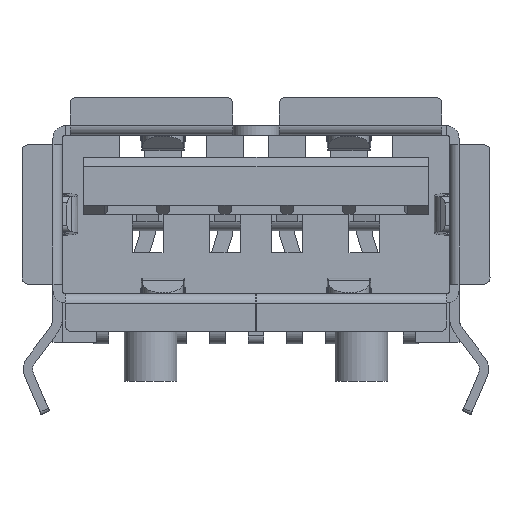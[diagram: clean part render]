
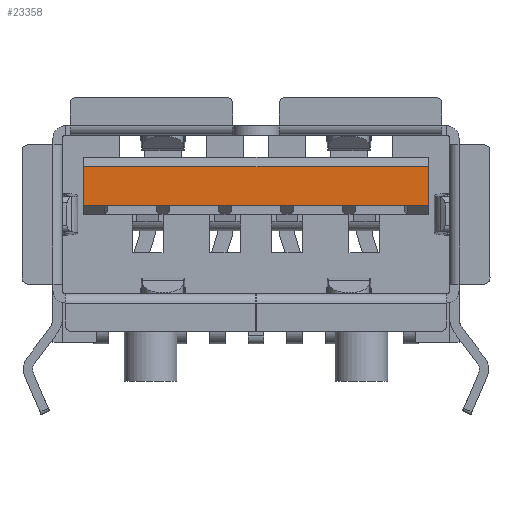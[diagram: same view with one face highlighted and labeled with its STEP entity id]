
A CAD part, front view. The second image highlights one B-rep face of the part: STEP entity #23358.
In plain terms, the highlighted face is planar.
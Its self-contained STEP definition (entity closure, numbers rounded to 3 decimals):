
#23333 = VERTEX_POINT('',#23334);
#23334 = CARTESIAN_POINT('',(-4.9,-7.67,
    4.48));
#23340 = EDGE_CURVE('',#23341,#23333,#23343,.T.);
#23341 = VERTEX_POINT('',#23342);
#23342 = CARTESIAN_POINT('',(-5.55,-7.67,
    4.48));
#23343 = LINE('',#23344,#23345);
#23344 = CARTESIAN_POINT('',(-6.25,-7.67,
    4.48));
#23345 = VECTOR('',#23346,1.);
#23346 = DIRECTION('',(1.,0.,0.));
#23358 = ADVANCED_FACE('',(#23359),#23464,.F.);
#23359 = FACE_BOUND('',#23360,.F.);
#23360 = EDGE_LOOP('',(#23361,#23369,#23370,#23378,#23386,#23394,#23402,
    #23410,#23418,#23426,#23434,#23442,#23450,#23458));
#23361 = ORIENTED_EDGE('',*,*,#23362,.F.);
#23362 = EDGE_CURVE('',#23341,#23363,#23365,.T.);
#23363 = VERTEX_POINT('',#23364);
#23364 = CARTESIAN_POINT('',(-5.55,-7.67,
    5.72));
#23365 = LINE('',#23366,#23367);
#23366 = CARTESIAN_POINT('',(-5.55,-7.67,
    -16.131));
#23367 = VECTOR('',#23368,1.);
#23368 = DIRECTION('',(0.,0.,1.));
#23369 = ORIENTED_EDGE('',*,*,#23340,.T.);
#23370 = ORIENTED_EDGE('',*,*,#23371,.T.);
#23371 = EDGE_CURVE('',#23333,#23372,#23374,.T.);
#23372 = VERTEX_POINT('',#23373);
#23373 = CARTESIAN_POINT('',(-3.2,-7.67,
    4.48));
#23374 = LINE('',#23375,#23376);
#23375 = CARTESIAN_POINT('',(-4.8,-7.67,
    4.48));
#23376 = VECTOR('',#23377,1.);
#23377 = DIRECTION('',(1.,0.,0.));
#23378 = ORIENTED_EDGE('',*,*,#23379,.T.);
#23379 = EDGE_CURVE('',#23372,#23380,#23382,.T.);
#23380 = VERTEX_POINT('',#23381);
#23381 = CARTESIAN_POINT('',(-2.8,-7.67,
    4.48));
#23382 = LINE('',#23383,#23384);
#23383 = CARTESIAN_POINT('',(-6.25,-7.67,
    4.48));
#23384 = VECTOR('',#23385,1.);
#23385 = DIRECTION('',(1.,0.,0.));
#23386 = ORIENTED_EDGE('',*,*,#23387,.T.);
#23387 = EDGE_CURVE('',#23380,#23388,#23390,.T.);
#23388 = VERTEX_POINT('',#23389);
#23389 = CARTESIAN_POINT('',(-1.2,-7.67,
    4.48));
#23390 = LINE('',#23391,#23392);
#23391 = CARTESIAN_POINT('',(-2.8,-7.67,
    4.48));
#23392 = VECTOR('',#23393,1.);
#23393 = DIRECTION('',(1.,0.,0.));
#23394 = ORIENTED_EDGE('',*,*,#23395,.T.);
#23395 = EDGE_CURVE('',#23388,#23396,#23398,.T.);
#23396 = VERTEX_POINT('',#23397);
#23397 = CARTESIAN_POINT('',(-0.8,-7.67,
    4.48));
#23398 = LINE('',#23399,#23400);
#23399 = CARTESIAN_POINT('',(-6.25,-7.67,
    4.48));
#23400 = VECTOR('',#23401,1.);
#23401 = DIRECTION('',(1.,0.,0.));
#23402 = ORIENTED_EDGE('',*,*,#23403,.T.);
#23403 = EDGE_CURVE('',#23396,#23404,#23406,.T.);
#23404 = VERTEX_POINT('',#23405);
#23405 = CARTESIAN_POINT('',(0.8,-7.67,
    4.48));
#23406 = LINE('',#23407,#23408);
#23407 = CARTESIAN_POINT('',(-0.8,-7.67,
    4.48));
#23408 = VECTOR('',#23409,1.);
#23409 = DIRECTION('',(1.,0.,0.));
#23410 = ORIENTED_EDGE('',*,*,#23411,.T.);
#23411 = EDGE_CURVE('',#23404,#23412,#23414,.T.);
#23412 = VERTEX_POINT('',#23413);
#23413 = CARTESIAN_POINT('',(1.2,-7.67,
    4.48));
#23414 = LINE('',#23415,#23416);
#23415 = CARTESIAN_POINT('',(-6.25,-7.67,
    4.48));
#23416 = VECTOR('',#23417,1.);
#23417 = DIRECTION('',(1.,0.,0.));
#23418 = ORIENTED_EDGE('',*,*,#23419,.T.);
#23419 = EDGE_CURVE('',#23412,#23420,#23422,.T.);
#23420 = VERTEX_POINT('',#23421);
#23421 = CARTESIAN_POINT('',(2.8,-7.67,
    4.48));
#23422 = LINE('',#23423,#23424);
#23423 = CARTESIAN_POINT('',(1.2,-7.67,
    4.48));
#23424 = VECTOR('',#23425,1.);
#23425 = DIRECTION('',(1.,0.,0.));
#23426 = ORIENTED_EDGE('',*,*,#23427,.T.);
#23427 = EDGE_CURVE('',#23420,#23428,#23430,.T.);
#23428 = VERTEX_POINT('',#23429);
#23429 = CARTESIAN_POINT('',(3.2,-7.67,
    4.48));
#23430 = LINE('',#23431,#23432);
#23431 = CARTESIAN_POINT('',(-6.25,-7.67,
    4.48));
#23432 = VECTOR('',#23433,1.);
#23433 = DIRECTION('',(1.,0.,0.));
#23434 = ORIENTED_EDGE('',*,*,#23435,.T.);
#23435 = EDGE_CURVE('',#23428,#23436,#23438,.T.);
#23436 = VERTEX_POINT('',#23437);
#23437 = CARTESIAN_POINT('',(4.9,-7.67,
    4.48));
#23438 = LINE('',#23439,#23440);
#23439 = CARTESIAN_POINT('',(3.2,-7.67,
    4.48));
#23440 = VECTOR('',#23441,1.);
#23441 = DIRECTION('',(1.,0.,0.));
#23442 = ORIENTED_EDGE('',*,*,#23443,.T.);
#23443 = EDGE_CURVE('',#23436,#23444,#23446,.T.);
#23444 = VERTEX_POINT('',#23445);
#23445 = CARTESIAN_POINT('',(5.55,-7.67,
    4.48));
#23446 = LINE('',#23447,#23448);
#23447 = CARTESIAN_POINT('',(-6.25,-7.67,
    4.48));
#23448 = VECTOR('',#23449,1.);
#23449 = DIRECTION('',(1.,0.,0.));
#23450 = ORIENTED_EDGE('',*,*,#23451,.T.);
#23451 = EDGE_CURVE('',#23444,#23452,#23454,.T.);
#23452 = VERTEX_POINT('',#23453);
#23453 = CARTESIAN_POINT('',(5.55,-7.67,
    5.72));
#23454 = LINE('',#23455,#23456);
#23455 = CARTESIAN_POINT('',(5.55,-7.67,
    -15.955));
#23456 = VECTOR('',#23457,1.);
#23457 = DIRECTION('',(0.,0.,1.));
#23458 = ORIENTED_EDGE('',*,*,#23459,.T.);
#23459 = EDGE_CURVE('',#23452,#23363,#23460,.T.);
#23460 = LINE('',#23461,#23462);
#23461 = CARTESIAN_POINT('',(-6.25,-7.67,
    5.72));
#23462 = VECTOR('',#23463,1.);
#23463 = DIRECTION('',(-1.,0.,0.));
#23464 = PLANE('',#23465);
#23465 = AXIS2_PLACEMENT_3D('',#23466,#23467,#23468);
#23466 = CARTESIAN_POINT('',(-6.25,-7.67,
    6.02));
#23467 = DIRECTION('',(0.,-1.,0.));
#23468 = DIRECTION('',(0.,0.,-1.));
